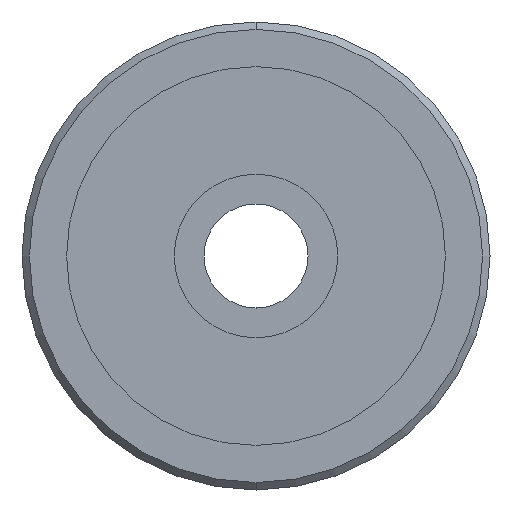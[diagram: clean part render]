
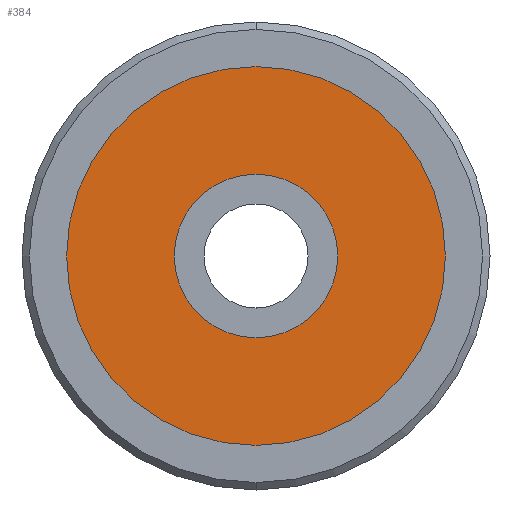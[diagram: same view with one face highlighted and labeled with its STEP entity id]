
A CAD part, front view. The second image highlights one B-rep face of the part: STEP entity #384.
In plain terms, the highlighted planar face has unit normal (0, -1, 0).
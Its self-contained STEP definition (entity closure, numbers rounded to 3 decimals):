
#15 = ORIENTED_EDGE ( 'NONE', *, *, #1040, .T. ) ;
#86 = VERTEX_POINT ( 'NONE', #1925 ) ;
#95 = AXIS2_PLACEMENT_3D ( 'NONE', #1423, #1726, #480 ) ;
#102 = CARTESIAN_POINT ( 'NONE',  ( -4.589, -5.265, 0. ) ) ;
#116 = DIRECTION ( 'NONE',  ( 0., -1., 0. ) ) ;
#176 = EDGE_LOOP ( 'NONE', ( #1537, #913 ) ) ;
#200 = DIRECTION ( 'NONE',  ( 0., 0., -1. ) ) ;
#299 = DIRECTION ( 'NONE',  ( 0., -1., 0. ) ) ;
#332 = VERTEX_POINT ( 'NONE', #790 ) ;
#384 = ADVANCED_FACE ( 'NONE', ( #1601, #1943 ), #1281, .T. ) ;
#386 = DIRECTION ( 'NONE',  ( 0., 0., -1. ) ) ;
#480 = DIRECTION ( 'NONE',  ( 0., 0., -1. ) ) ;
#523 = ORIENTED_EDGE ( 'NONE', *, *, #775, .T. ) ;
#653 = CIRCLE ( 'NONE', #1333, 5.5 ) ;
#752 = DIRECTION ( 'NONE',  ( 0., 0., -1. ) ) ;
#775 = EDGE_CURVE ( 'NONE', #1558, #86, #1734, .T. ) ;
#790 = CARTESIAN_POINT ( 'NONE',  ( -4.589, -5.265, -5.5 ) ) ;
#829 = CARTESIAN_POINT ( 'NONE',  ( -4.589, -5.265, 12.75 ) ) ;
#913 = ORIENTED_EDGE ( 'NONE', *, *, #1949, .F. ) ;
#919 = AXIS2_PLACEMENT_3D ( 'NONE', #102, #116, #386 ) ;
#981 = DIRECTION ( 'NONE',  ( 0., -1., 0. ) ) ;
#1040 = EDGE_CURVE ( 'NONE', #86, #1558, #1759, .T. ) ;
#1072 = AXIS2_PLACEMENT_3D ( 'NONE', #1268, #299, #752 ) ;
#1213 = CARTESIAN_POINT ( 'NONE',  ( -4.589, -5.265, 5.5 ) ) ;
#1268 = CARTESIAN_POINT ( 'NONE',  ( -4.589, -5.265, 0. ) ) ;
#1275 = CARTESIAN_POINT ( 'NONE',  ( -4.589, -5.265, 0. ) ) ;
#1281 = PLANE ( 'NONE',  #1357 ) ;
#1289 = DIRECTION ( 'NONE',  ( 0., 0., -1. ) ) ;
#1333 = AXIS2_PLACEMENT_3D ( 'NONE', #1722, #1398, #1289 ) ;
#1357 = AXIS2_PLACEMENT_3D ( 'NONE', #1275, #981, #200 ) ;
#1398 = DIRECTION ( 'NONE',  ( 0., -1., 0. ) ) ;
#1423 = CARTESIAN_POINT ( 'NONE',  ( -4.589, -5.265, 0. ) ) ;
#1490 = EDGE_LOOP ( 'NONE', ( #15, #523 ) ) ;
#1516 = EDGE_CURVE ( 'NONE', #332, #1812, #653, .T. ) ;
#1537 = ORIENTED_EDGE ( 'NONE', *, *, #1516, .F. ) ;
#1558 = VERTEX_POINT ( 'NONE', #829 ) ;
#1601 = FACE_BOUND ( 'NONE', #176, .T. ) ;
#1722 = CARTESIAN_POINT ( 'NONE',  ( -4.589, -5.265, 0. ) ) ;
#1726 = DIRECTION ( 'NONE',  ( 0., -1., 0. ) ) ;
#1734 = CIRCLE ( 'NONE', #1072, 12.75 ) ;
#1759 = CIRCLE ( 'NONE', #919, 12.75 ) ;
#1812 = VERTEX_POINT ( 'NONE', #1213 ) ;
#1858 = CIRCLE ( 'NONE', #95, 5.5 ) ;
#1925 = CARTESIAN_POINT ( 'NONE',  ( -4.589, -5.265, -12.75 ) ) ;
#1943 = FACE_OUTER_BOUND ( 'NONE', #1490, .T. ) ;
#1949 = EDGE_CURVE ( 'NONE', #1812, #332, #1858, .T. ) ;
